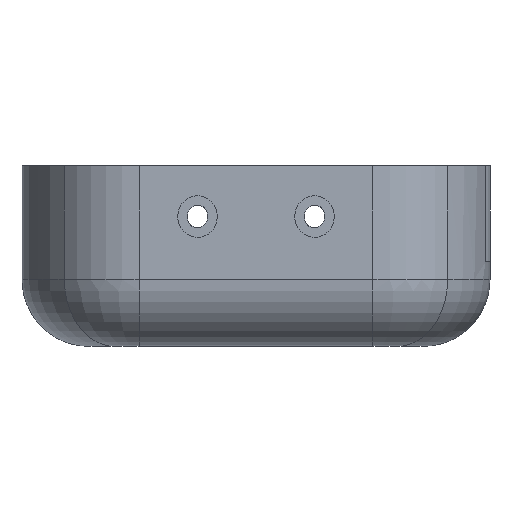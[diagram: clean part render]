
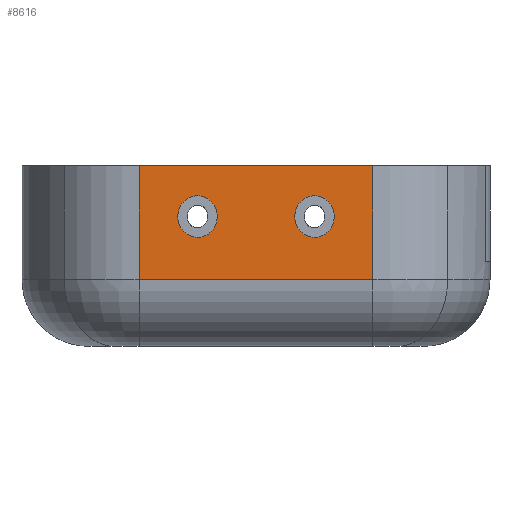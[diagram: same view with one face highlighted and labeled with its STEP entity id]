
A CAD part, front view. The second image highlights one B-rep face of the part: STEP entity #8616.
In plain terms, the highlighted planar face has unit normal (0, -1, 0).
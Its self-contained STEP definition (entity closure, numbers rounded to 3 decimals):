
#48 = CARTESIAN_POINT ( 'NONE',  ( -5.512, -42.901, 19.4 ) ) ;
#248 = DIRECTION ( 'NONE',  ( 0., 0., 1. ) ) ;
#527 = EDGE_LOOP ( 'NONE', ( #8620, #3043 ) ) ;
#563 = CARTESIAN_POINT ( 'NONE',  ( 5.512, -42.901, 19.4 ) ) ;
#606 = CARTESIAN_POINT ( 'NONE',  ( 11.269, -42.901, 21.352 ) ) ;
#664 = CARTESIAN_POINT ( 'NONE',  ( 9.96, -42.901, 16.478 ) ) ;
#725 = CARTESIAN_POINT ( 'NONE',  ( 9.96, -42.901, 22.322 ) ) ;
#800 = CARTESIAN_POINT ( 'NONE',  ( -22.5, -42.901, 27. ) ) ;
#865 = B_SPLINE_CURVE_WITH_KNOTS ( 'NONE', 3,
 ( #7246, #946, #4576, #8201, #48, #7306, #10946, #6412, #4032 ),
 .UNSPECIFIED., .F., .F.,
 ( 4, 1, 1, 1, 1, 1, 4 ),
 ( 0., 0.393, 0.785, 1.571, 2.356, 2.749, 3.142 ),
 .UNSPECIFIED. ) ;
#946 = CARTESIAN_POINT ( 'NONE',  ( -8.347, -42.901, 16.3 ) ) ;
#1005 = FACE_OUTER_BOUND ( 'NONE', #7651, .T. ) ;
#1137 = AXIS2_PLACEMENT_3D ( 'NONE', #4682, #8312, #6524 ) ;
#1169 = ORIENTED_EDGE ( 'NONE', *, *, #4034, .T. ) ;
#1235 = ORIENTED_EDGE ( 'NONE', *, *, #8451, .T. ) ;
#1311 = CARTESIAN_POINT ( 'NONE',  ( -9.153, -42.901, 22.5 ) ) ;
#1460 = EDGE_CURVE ( 'NONE', #7056, #7986, #8477, .T. ) ;
#1548 = VERTEX_POINT ( 'NONE', #8653 ) ;
#1971 = CARTESIAN_POINT ( 'NONE',  ( -9.96, -42.901, 22.322 ) ) ;
#2028 = CARTESIAN_POINT ( 'NONE',  ( 17.468, -42.901, 27. ) ) ;
#2275 = LINE ( 'NONE', #5068, #5486 ) ;
#2341 = CARTESIAN_POINT ( 'NONE',  ( 6.231, -42.901, 17.448 ) ) ;
#2377 = CARTESIAN_POINT ( 'NONE',  ( 8.75, -42.901, 16.3 ) ) ;
#2389 = VERTEX_POINT ( 'NONE', #8790 ) ;
#2557 = CARTESIAN_POINT ( 'NONE',  ( 9.153, -42.901, 22.5 ) ) ;
#2722 = FACE_BOUND ( 'NONE', #4809, .T. ) ;
#2902 = PLANE ( 'NONE',  #1137 ) ;
#2978 = VECTOR ( 'NONE', #248, 1000. ) ;
#3043 = ORIENTED_EDGE ( 'NONE', *, *, #11210, .F. ) ;
#3071 = DIRECTION ( 'NONE',  ( 1., 0., 0. ) ) ;
#3107 = VERTEX_POINT ( 'NONE', #7189 ) ;
#3298 = CARTESIAN_POINT ( 'NONE',  ( 7.54, -42.901, 22.322 ) ) ;
#3534 = DIRECTION ( 'NONE',  ( 1., 0., 0. ) ) ;
#3774 = VERTEX_POINT ( 'NONE', #4650 ) ;
#3962 = EDGE_CURVE ( 'NONE', #8002, #7864, #5034, .T. ) ;
#4032 = CARTESIAN_POINT ( 'NONE',  ( -8.75, -42.901, 22.5 ) ) ;
#4034 = EDGE_CURVE ( 'NONE', #7986, #1548, #10356, .T. ) ;
#4063 = DIRECTION ( 'NONE',  ( 0., 0., -1. ) ) ;
#4191 = CARTESIAN_POINT ( 'NONE',  ( 7.54, -42.901, 16.478 ) ) ;
#4232 = CARTESIAN_POINT ( 'NONE',  ( 8.75, -42.901, 22.5 ) ) ;
#4295 = VECTOR ( 'NONE', #3071, 1000. ) ;
#4576 = CARTESIAN_POINT ( 'NONE',  ( -7.54, -42.901, 16.478 ) ) ;
#4650 = CARTESIAN_POINT ( 'NONE',  ( 8.75, -42.901, 16.3 ) ) ;
#4682 = CARTESIAN_POINT ( 'NONE',  ( -22.5, -42.901, 27. ) ) ;
#4809 = EDGE_LOOP ( 'NONE', ( #7716, #6543 ) ) ;
#4817 = CARTESIAN_POINT ( 'NONE',  ( -8.75, -42.901, 16.3 ) ) ;
#5015 = B_SPLINE_CURVE_WITH_KNOTS ( 'NONE', 3,
 ( #9597, #10159, #3298, #9202, #563, #2341, #4191, #5694, #10498 ),
 .UNSPECIFIED., .F., .F.,
 ( 4, 1, 1, 1, 1, 1, 4 ),
 ( 3.142, 3.534, 3.927, 4.712, 5.498, 5.89, 6.283 ),
 .UNSPECIFIED. ) ;
#5034 = B_SPLINE_CURVE_WITH_KNOTS ( 'NONE', 3,
 ( #9400, #1311, #1971, #8568, #5598, #9284, #8396, #7495, #7553 ),
 .UNSPECIFIED., .F., .F.,
 ( 4, 1, 1, 1, 1, 1, 4 ),
 ( 3.142, 3.534, 3.927, 4.712, 5.498, 5.89, 6.283 ),
 .UNSPECIFIED. ) ;
#5068 = CARTESIAN_POINT ( 'NONE',  ( -17.468, -42.901, 27. ) ) ;
#5222 = CARTESIAN_POINT ( 'NONE',  ( -17.468, -42.901, 10. ) ) ;
#5486 = VECTOR ( 'NONE', #4063, 1000. ) ;
#5541 = EDGE_CURVE ( 'NONE', #3107, #1548, #8943, .T. ) ;
#5598 = CARTESIAN_POINT ( 'NONE',  ( -11.988, -42.901, 19.4 ) ) ;
#5694 = CARTESIAN_POINT ( 'NONE',  ( 8.347, -42.901, 16.3 ) ) ;
#5950 = CARTESIAN_POINT ( 'NONE',  ( 11.269, -42.901, 17.448 ) ) ;
#6389 = EDGE_CURVE ( 'NONE', #7864, #8002, #865, .T. ) ;
#6412 = CARTESIAN_POINT ( 'NONE',  ( -8.347, -42.901, 22.5 ) ) ;
#6524 = DIRECTION ( 'NONE',  ( 0., 0., 1. ) ) ;
#6543 = ORIENTED_EDGE ( 'NONE', *, *, #3962, .F. ) ;
#7056 = VERTEX_POINT ( 'NONE', #5222 ) ;
#7170 = CARTESIAN_POINT ( 'NONE',  ( 17.468, -42.901, 10. ) ) ;
#7189 = CARTESIAN_POINT ( 'NONE',  ( -17.468, -42.901, 27. ) ) ;
#7234 = CARTESIAN_POINT ( 'NONE',  ( -8.75, -42.901, 22.5 ) ) ;
#7246 = CARTESIAN_POINT ( 'NONE',  ( -8.75, -42.901, 16.3 ) ) ;
#7306 = CARTESIAN_POINT ( 'NONE',  ( -6.231, -42.901, 21.352 ) ) ;
#7416 = CARTESIAN_POINT ( 'NONE',  ( -22.5, -42.901, 10. ) ) ;
#7495 = CARTESIAN_POINT ( 'NONE',  ( -9.153, -42.901, 16.3 ) ) ;
#7553 = CARTESIAN_POINT ( 'NONE',  ( -8.75, -42.901, 16.3 ) ) ;
#7559 = ORIENTED_EDGE ( 'NONE', *, *, #1460, .T. ) ;
#7651 = EDGE_LOOP ( 'NONE', ( #9461, #1235, #7559, #1169 ) ) ;
#7716 = ORIENTED_EDGE ( 'NONE', *, *, #6389, .F. ) ;
#7796 = CARTESIAN_POINT ( 'NONE',  ( 9.153, -42.901, 16.3 ) ) ;
#7864 = VERTEX_POINT ( 'NONE', #4817 ) ;
#7935 = VECTOR ( 'NONE', #3534, 1000. ) ;
#7986 = VERTEX_POINT ( 'NONE', #7170 ) ;
#8002 = VERTEX_POINT ( 'NONE', #7234 ) ;
#8201 = CARTESIAN_POINT ( 'NONE',  ( -6.231, -42.901, 17.448 ) ) ;
#8312 = DIRECTION ( 'NONE',  ( 0., 1., 0. ) ) ;
#8396 = CARTESIAN_POINT ( 'NONE',  ( -9.96, -42.901, 16.478 ) ) ;
#8451 = EDGE_CURVE ( 'NONE', #3107, #7056, #2275, .T. ) ;
#8477 = LINE ( 'NONE', #7416, #4295 ) ;
#8568 = CARTESIAN_POINT ( 'NONE',  ( -11.269, -42.901, 21.352 ) ) ;
#8616 = ADVANCED_FACE ( 'NONE', ( #2722, #1005, #9258 ), #2902, .F. ) ;
#8620 = ORIENTED_EDGE ( 'NONE', *, *, #10849, .F. ) ;
#8653 = CARTESIAN_POINT ( 'NONE',  ( 17.468, -42.901, 27. ) ) ;
#8790 = CARTESIAN_POINT ( 'NONE',  ( 8.75, -42.901, 22.5 ) ) ;
#8943 = LINE ( 'NONE', #800, #7935 ) ;
#9202 = CARTESIAN_POINT ( 'NONE',  ( 6.231, -42.901, 21.352 ) ) ;
#9258 = FACE_BOUND ( 'NONE', #527, .T. ) ;
#9284 = CARTESIAN_POINT ( 'NONE',  ( -11.269, -42.901, 17.448 ) ) ;
#9400 = CARTESIAN_POINT ( 'NONE',  ( -8.75, -42.901, 22.5 ) ) ;
#9461 = ORIENTED_EDGE ( 'NONE', *, *, #5541, .F. ) ;
#9597 = CARTESIAN_POINT ( 'NONE',  ( 8.75, -42.901, 22.5 ) ) ;
#10159 = CARTESIAN_POINT ( 'NONE',  ( 8.347, -42.901, 22.5 ) ) ;
#10356 = LINE ( 'NONE', #2028, #2978 ) ;
#10431 = B_SPLINE_CURVE_WITH_KNOTS ( 'NONE', 3,
 ( #2377, #7796, #664, #5950, #11432, #606, #725, #2557, #4232 ),
 .UNSPECIFIED., .F., .F.,
 ( 4, 1, 1, 1, 1, 1, 4 ),
 ( 0., 0.393, 0.785, 1.571, 2.356, 2.749, 3.142 ),
 .UNSPECIFIED. ) ;
#10498 = CARTESIAN_POINT ( 'NONE',  ( 8.75, -42.901, 16.3 ) ) ;
#10849 = EDGE_CURVE ( 'NONE', #3774, #2389, #10431, .T. ) ;
#10946 = CARTESIAN_POINT ( 'NONE',  ( -7.54, -42.901, 22.322 ) ) ;
#11210 = EDGE_CURVE ( 'NONE', #2389, #3774, #5015, .T. ) ;
#11432 = CARTESIAN_POINT ( 'NONE',  ( 11.988, -42.901, 19.4 ) ) ;
